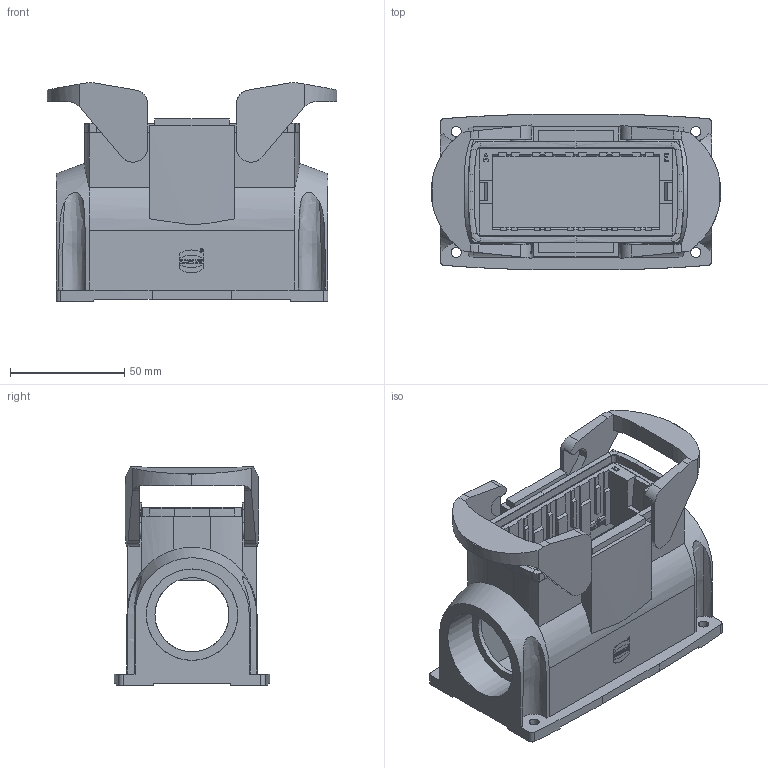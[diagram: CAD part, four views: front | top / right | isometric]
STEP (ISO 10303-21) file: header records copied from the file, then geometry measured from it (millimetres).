
FILE_DESCRIPTION(/* description */ (''),/* implementation_level */ '2;1');
FILE_NAME(/* name */ '100553183ugm000_c.stp',/* time_stamp */ '2022-03-11T18:54:13+01:00',/* author */ (''),/* organization */ (''),/* preprocessor_version */ 'ST-DEVELOPER v16.7',/* originating_system */ 'SIEMENS PLM Software NX 1911',/* authorisation */ '');
FILE_SCHEMA (('AUTOMOTIVE_DESIGN { 1 0 10303 214 3 1 1 1 }'));
Length unit declared in the file: millimetre
Products named in the file (1): 100553183ugm000_c
Bounding box: 127 x 68 x 95.94 mm (x, y, z)
Volume: 231063.1 mm3; surface area: 74295.3 mm2
Topology: 3 solids, 3 shells, 657 faces, 1921 edges, 1405 vertices
Faces by surface type: plane 478, cylinder 87, bspline 76, revolution 8, cone 6, extrusion 2
Full cylindrical faces by diameter (mm): 1.139 x1, 1.2 x2, 1.346 x1, 6.8 x4, 32.5 x2, 40 x2
Entity records: 29186 total; most frequent: CARTESIAN_POINT 7623, ORIENTED_EDGE 3582, DIRECTION 3107, EDGE_CURVE 1791, VECTOR 1519, LINE 1517, VERTEX_POINT 1180, AXIS2_PLACEMENT_3D 790
